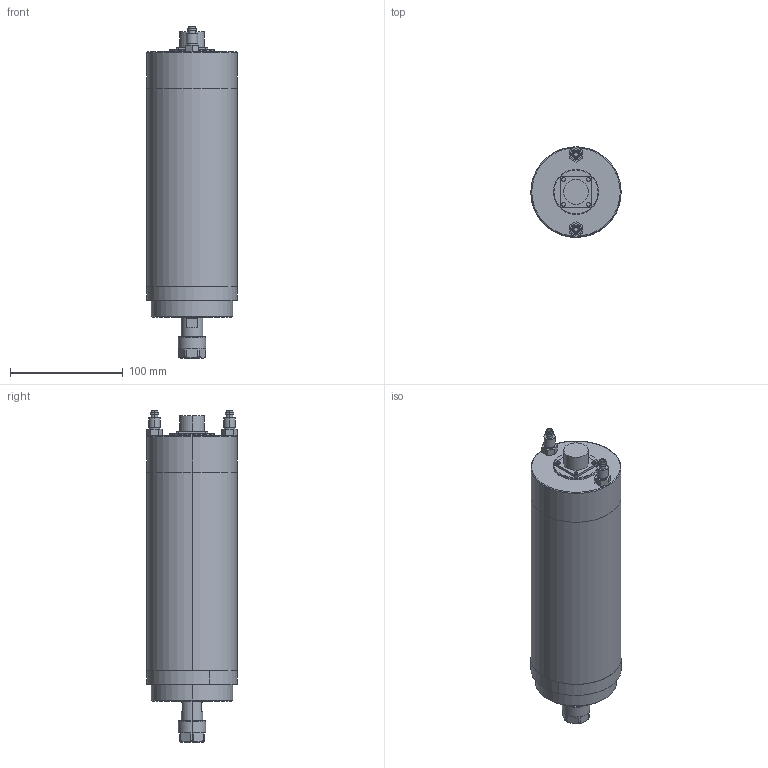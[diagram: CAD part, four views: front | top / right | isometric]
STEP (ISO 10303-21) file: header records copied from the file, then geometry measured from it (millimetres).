
FILE_DESCRIPTION (( 'STEP AP214' ), '1' );
FILE_NAME ('GDK80-24Z-1.5.STEP', '2021-05-21T08:41:23', ( '萇齟' ), ( '' ), 'SwSTEP 2.0', 'SolidWorks 2018', '' );
FILE_SCHEMA (( 'AUTOMOTIVE_DESIGN' ));
Length unit declared in the file: millimetre
Products named in the file (10): 堤盄釱脣芛28x28; 阨郲30.5ㄗM8ㄘ; GDK80-24Z-1.5; GDK80-24Z-1.5儂褲; GDK80-24Z-1.5.S滅鳥欶LDPRT; ER16粟俶芠標; GDK80-24Z-1.5粣創釱; GDK80-24Z-1.5.S粣芛LDPRT; ER16蹟簽
Assembly tree (10 placements, depth 2):
  GDK80-24Z-1.5
    GDK80-24Z-1.5儂褲
    GDK80-24Z-1.5
    GDK80-24Z-1.5粣創釱
    GDK80-24Z-1.5.S滅鳥欶LDPRT
    GDK80-24Z-1.5.S粣芛LDPRT
    ER16粟俶芠標
    ER16蹟簽
    堤盄釱脣芛28x28
    阨郲30.5ㄗM8ㄘ  x2
Bounding box: 80 x 80.36 x 294.2 mm (x, y, z)
Volume: 1131664.5 mm3; surface area: 114888.9 mm2
Topology: 10 solids, 10 shells, 170 faces, 366 edges, 238 vertices
Faces by surface type: cylinder 74, plane 74, torus 14, cone 8
Entity records: 4620 total; most frequent: CARTESIAN_POINT 841, DIRECTION 786, ORIENTED_EDGE 612, AXIS2_PLACEMENT_3D 331, EDGE_CURVE 306, VERTEX_POINT 198, EDGE_LOOP 176, CIRCLE 176
